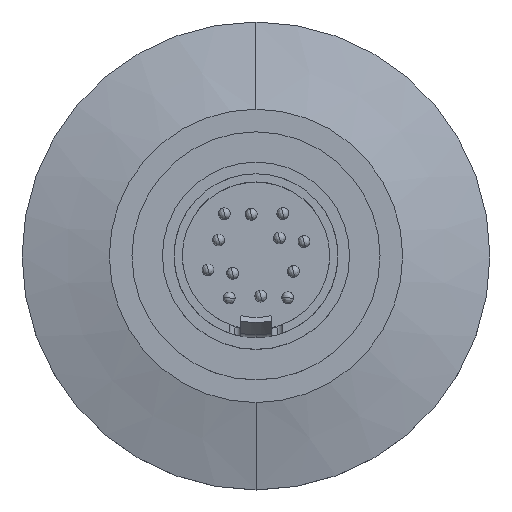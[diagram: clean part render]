
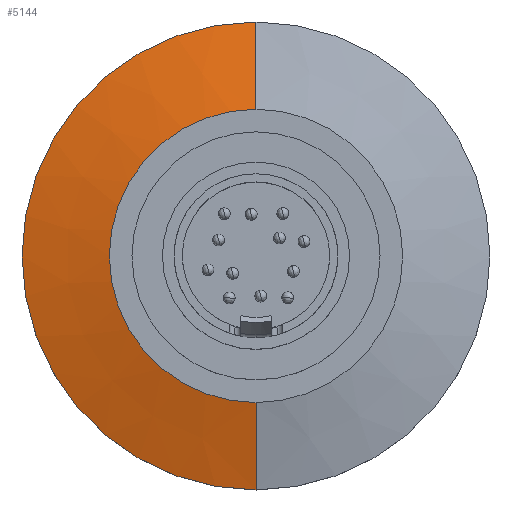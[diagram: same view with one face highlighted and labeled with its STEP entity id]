
A CAD part, top view. The second image highlights one B-rep face of the part: STEP entity #5144.
In plain terms, the highlighted conical face has half-angle 75 degrees and reference radius 20 mm.
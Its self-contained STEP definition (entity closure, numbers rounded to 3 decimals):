
#174 = DIRECTION ( 'NONE',  ( -1., 0., 0. ) ) ;
#329 = CARTESIAN_POINT ( 'NONE',  ( 3., 0., 0. ) ) ;
#333 = CONICAL_SURFACE ( 'NONE', #1497, 20., 1.309 ) ;
#444 = CIRCLE ( 'NONE', #1206, 20. ) ;
#554 = DIRECTION ( 'NONE',  ( -0.259, -0.966, 0. ) ) ;
#583 = EDGE_CURVE ( 'NONE', #4703, #3594, #2688, .T. ) ;
#657 = DIRECTION ( 'NONE',  ( 0., -1., 0. ) ) ;
#750 = DIRECTION ( 'NONE',  ( 0., 0., -1. ) ) ;
#764 = CARTESIAN_POINT ( 'NONE',  ( 3., -20., 0. ) ) ;
#809 = CARTESIAN_POINT ( 'NONE',  ( 3., 0., 20. ) ) ;
#847 = AXIS2_PLACEMENT_3D ( 'NONE', #2720, #174, #3147 ) ;
#1031 = ORIENTED_EDGE ( 'NONE', *, *, #583, .F. ) ;
#1065 = CARTESIAN_POINT ( 'NONE',  ( 3., 20., 0. ) ) ;
#1133 = CIRCLE ( 'NONE', #847, 12.536 ) ;
#1173 = CARTESIAN_POINT ( 'NONE',  ( 3., -20., 0. ) ) ;
#1206 = AXIS2_PLACEMENT_3D ( 'NONE', #1217, #4154, #1655 ) ;
#1217 = CARTESIAN_POINT ( 'NONE',  ( 3., 0., 0. ) ) ;
#1302 = ORIENTED_EDGE ( 'NONE', *, *, #2964, .F. ) ;
#1353 = CIRCLE ( 'NONE', #3361, 20. ) ;
#1497 = AXIS2_PLACEMENT_3D ( 'NONE', #3184, #4005, #657 ) ;
#1524 = DIRECTION ( 'NONE',  ( -0.259, 0.966, 0. ) ) ;
#1655 = DIRECTION ( 'NONE',  ( 0., 0., -1. ) ) ;
#2214 = EDGE_CURVE ( 'NONE', #4703, #4197, #1133, .T. ) ;
#2344 = VECTOR ( 'NONE', #554, 1000. ) ;
#2548 = CARTESIAN_POINT ( 'NONE',  ( 3., 20., 0. ) ) ;
#2577 = EDGE_CURVE ( 'NONE', #2610, #4334, #444, .T. ) ;
#2610 = VERTEX_POINT ( 'NONE', #809 ) ;
#2688 = LINE ( 'NONE', #764, #2344 ) ;
#2720 = CARTESIAN_POINT ( 'NONE',  ( 5., 0., 0. ) ) ;
#2758 = CARTESIAN_POINT ( 'NONE',  ( 5., -12.536, 0. ) ) ;
#2964 = EDGE_CURVE ( 'NONE', #3594, #2610, #1353, .T. ) ;
#3066 = ORIENTED_EDGE ( 'NONE', *, *, #5199, .T. ) ;
#3147 = DIRECTION ( 'NONE',  ( 0., -1., 0. ) ) ;
#3184 = CARTESIAN_POINT ( 'NONE',  ( 3., 0., 0. ) ) ;
#3217 = EDGE_LOOP ( 'NONE', ( #4191, #3066, #3958, #1302, #1031 ) ) ;
#3294 = DIRECTION ( 'NONE',  ( -1., 0., 0. ) ) ;
#3309 = LINE ( 'NONE', #1065, #4383 ) ;
#3361 = AXIS2_PLACEMENT_3D ( 'NONE', #329, #3294, #750 ) ;
#3594 = VERTEX_POINT ( 'NONE', #1173 ) ;
#3958 = ORIENTED_EDGE ( 'NONE', *, *, #2577, .F. ) ;
#4005 = DIRECTION ( 'NONE',  ( -1., 0., 0. ) ) ;
#4073 = FACE_OUTER_BOUND ( 'NONE', #3217, .T. ) ;
#4154 = DIRECTION ( 'NONE',  ( -1., 0., 0. ) ) ;
#4191 = ORIENTED_EDGE ( 'NONE', *, *, #2214, .T. ) ;
#4197 = VERTEX_POINT ( 'NONE', #4930 ) ;
#4334 = VERTEX_POINT ( 'NONE', #2548 ) ;
#4383 = VECTOR ( 'NONE', #1524, 1000. ) ;
#4703 = VERTEX_POINT ( 'NONE', #2758 ) ;
#4930 = CARTESIAN_POINT ( 'NONE',  ( 5., 12.536, 0. ) ) ;
#5144 = ADVANCED_FACE ( 'NONE', ( #4073 ), #333, .T. ) ;
#5199 = EDGE_CURVE ( 'NONE', #4197, #4334, #3309, .T. ) ;
